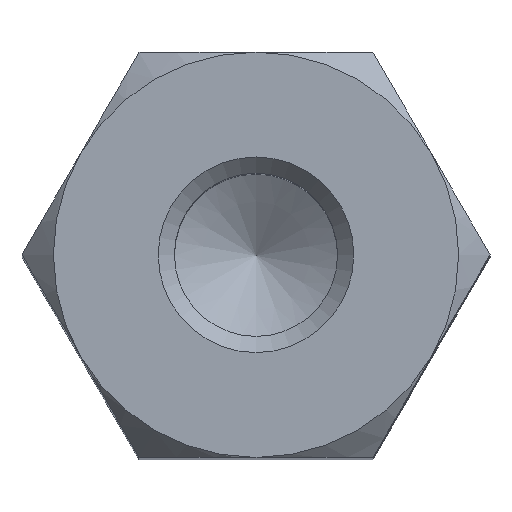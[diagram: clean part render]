
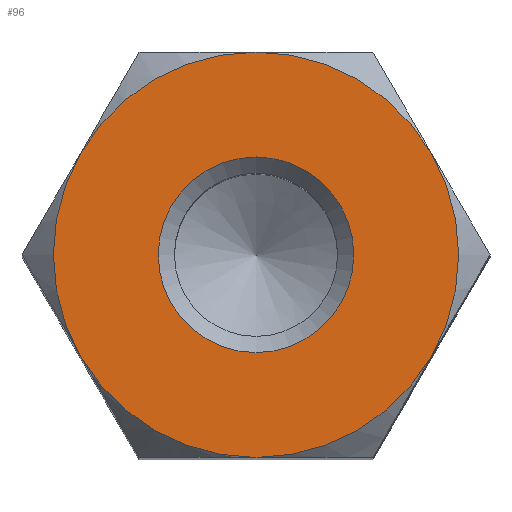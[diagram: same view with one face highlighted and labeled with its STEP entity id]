
A CAD part, top view. The second image highlights one B-rep face of the part: STEP entity #96.
In plain terms, the highlighted planar face has unit normal (0, 0, 1).
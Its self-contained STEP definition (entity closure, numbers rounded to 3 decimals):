
#96 = ADVANCED_FACE( '', ( #198, #199 ), #200, .T. );
#198 = FACE_BOUND( '', #299, .T. );
#199 = FACE_OUTER_BOUND( '', #300, .T. );
#200 = PLANE( '', #301 );
#299 = EDGE_LOOP( '', ( #483 ) );
#300 = EDGE_LOOP( '', ( #484, #485, #486, #487, #488, #489 ) );
#301 = AXIS2_PLACEMENT_3D( '', #490, #491, #492 );
#483 = ORIENTED_EDGE( '', *, *, #551, .T. );
#484 = ORIENTED_EDGE( '', *, *, #582, .F. );
#485 = ORIENTED_EDGE( '', *, *, #589, .F. );
#486 = ORIENTED_EDGE( '', *, *, #604, .F. );
#487 = ORIENTED_EDGE( '', *, *, #607, .T. );
#488 = ORIENTED_EDGE( '', *, *, #599, .F. );
#489 = ORIENTED_EDGE( '', *, *, #540, .F. );
#490 = CARTESIAN_POINT( '', ( 0., 0., 8.5 ) );
#491 = DIRECTION( '', ( 0., 0., 1. ) );
#492 = DIRECTION( '', ( 1., 0., 0. ) );
#540 = EDGE_CURVE( '', #622, #625, #626, .F. );
#551 = EDGE_CURVE( '', #644, #644, #645, .T. );
#582 = EDGE_CURVE( '', #675, #622, #687, .F. );
#589 = EDGE_CURVE( '', #695, #675, #697, .F. );
#599 = EDGE_CURVE( '', #625, #662, #709, .F. );
#604 = EDGE_CURVE( '', #634, #695, #714, .F. );
#607 = EDGE_CURVE( '', #634, #662, #717, .T. );
#622 = VERTEX_POINT( '', #744 );
#625 = VERTEX_POINT( '', #754 );
#626 = CIRCLE( '', #755, 2.5 );
#634 = VERTEX_POINT( '', #778 );
#644 = VERTEX_POINT( '', #806 );
#645 = CIRCLE( '', #807, 1.207 );
#662 = VERTEX_POINT( '', #835 );
#675 = VERTEX_POINT( '', #878 );
#687 = CIRCLE( '', #910, 2.5 );
#695 = VERTEX_POINT( '', #923 );
#697 = CIRCLE( '', #930, 2.5 );
#709 = CIRCLE( '', #962, 2.5 );
#714 = CIRCLE( '', #974, 2.5 );
#717 = CIRCLE( '', #977, 2.5 );
#744 = CARTESIAN_POINT( '', ( 0., -2.5, 8.5 ) );
#754 = CARTESIAN_POINT( '', ( -2.165, -1.25, 8.5 ) );
#755 = AXIS2_PLACEMENT_3D( '', #987, #988, #989 );
#778 = CARTESIAN_POINT( '', ( 0., 2.5, 8.5 ) );
#806 = CARTESIAN_POINT( '', ( 0., 1.207, 8.5 ) );
#807 = AXIS2_PLACEMENT_3D( '', #995, #996, #997 );
#835 = CARTESIAN_POINT( '', ( -2.165, 1.25, 8.5 ) );
#878 = CARTESIAN_POINT( '', ( 2.165, -1.25, 8.5 ) );
#910 = AXIS2_PLACEMENT_3D( '', #1019, #1020, #1021 );
#923 = CARTESIAN_POINT( '', ( 2.165, 1.25, 8.5 ) );
#930 = AXIS2_PLACEMENT_3D( '', #1028, #1029, #1030 );
#962 = AXIS2_PLACEMENT_3D( '', #1035, #1036, #1037 );
#974 = AXIS2_PLACEMENT_3D( '', #1041, #1042, #1043 );
#977 = AXIS2_PLACEMENT_3D( '', #1044, #1045, #1046 );
#987 = CARTESIAN_POINT( '', ( 0., 0., 8.5 ) );
#988 = DIRECTION( '', ( 0., 0., 1. ) );
#989 = DIRECTION( '', ( 1., 0., 0. ) );
#995 = CARTESIAN_POINT( '', ( 0., 0., 8.5 ) );
#996 = DIRECTION( '', ( 0., 0., -1. ) );
#997 = DIRECTION( '', ( 0., 1., 0. ) );
#1019 = CARTESIAN_POINT( '', ( 0., 0., 8.5 ) );
#1020 = DIRECTION( '', ( 0., 0., 1. ) );
#1021 = DIRECTION( '', ( 1., 0., 0. ) );
#1028 = CARTESIAN_POINT( '', ( 0., 0., 8.5 ) );
#1029 = DIRECTION( '', ( 0., 0., 1. ) );
#1030 = DIRECTION( '', ( 1., 0., 0. ) );
#1035 = CARTESIAN_POINT( '', ( 0., 0., 8.5 ) );
#1036 = DIRECTION( '', ( 0., 0., 1. ) );
#1037 = DIRECTION( '', ( 1., 0., 0. ) );
#1041 = CARTESIAN_POINT( '', ( 0., 0., 8.5 ) );
#1042 = DIRECTION( '', ( 0., 0., 1. ) );
#1043 = DIRECTION( '', ( 1., 0., 0. ) );
#1044 = CARTESIAN_POINT( '', ( 0., 0., 8.5 ) );
#1045 = DIRECTION( '', ( 0., 0., 1. ) );
#1046 = DIRECTION( '', ( 1., 0., 0. ) );
